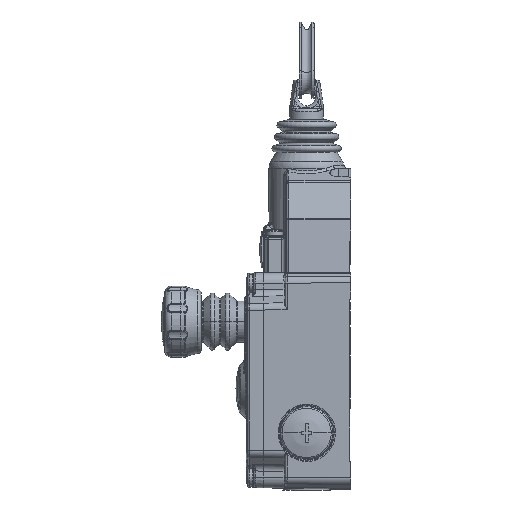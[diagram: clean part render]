
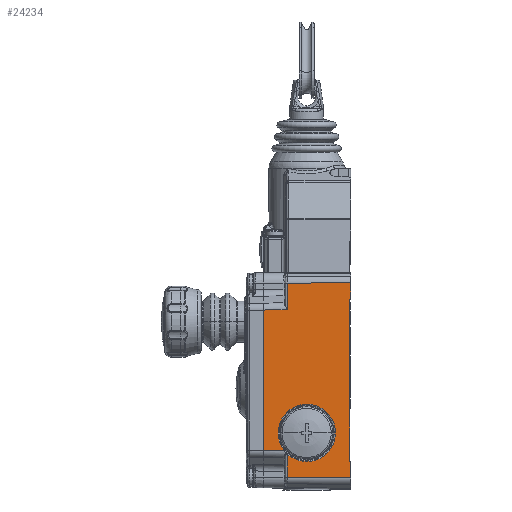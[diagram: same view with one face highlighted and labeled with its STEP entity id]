
A CAD part, left-side view. The second image highlights one B-rep face of the part: STEP entity #24234.
In plain terms, the highlighted planar face has unit normal (-1, 0.018, 0).
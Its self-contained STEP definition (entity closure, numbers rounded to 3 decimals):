
#358=DIRECTION('',(0.,0.,-1.));
#359=VECTOR('',#358,75.2);
#360=CARTESIAN_POINT('',(-41.698,-20.,-12.4));
#361=LINE('',#360,#359);
#5337=CARTESIAN_POINT('',(-41.707,-20.5,-95.388));
#5348=DIRECTION('',(0.,0.,-1.));
#5349=VECTOR('',#5348,7.775);
#5350=CARTESIAN_POINT('',(-41.707,-20.5,-87.613));
#5351=LINE('',#5350,#5349);
#5455=CARTESIAN_POINT('',(-41.707,-20.5,-4.612));
#5506=DIRECTION('',(0.,0.,-1.));
#5507=VECTOR('',#5506,7.775);
#5508=CARTESIAN_POINT('',(-41.707,-20.5,-4.612));
#5509=LINE('',#5508,#5507);
#11797=DIRECTION('',(0.,0.,1.));
#11798=VECTOR('',#11797,12.221);
#11799=CARTESIAN_POINT('',(-41.192,9.017,
-17.131));
#11800=LINE('',#11799,#11798);
#11804=DIRECTION('',(0.017,1.,-0.01));
#11805=VECTOR('',#11804,29.523);
#11806=CARTESIAN_POINT('',(-41.707,-20.5,-4.612));
#11807=LINE('',#11806,#11805);
#11811=DIRECTION('',(0.017,1.,-0.026));
#11812=VECTOR('',#11811,0.5);
#11813=CARTESIAN_POINT('',(-41.707,-20.5,-12.387));
#11814=LINE('',#11813,#11812);
#11818=DIRECTION('',(-0.017,-1.,-0.026));
#11819=VECTOR('',#11818,0.5);
#11820=CARTESIAN_POINT('',(-41.698,-20.,-87.6));
#11821=LINE('',#11820,#11819);
#11825=DIRECTION('',(0.017,1.,0.01));
#11826=VECTOR('',#11825,29.523);
#11827=CARTESIAN_POINT('',(-41.707,-20.5,-95.388));
#11828=LINE('',#11827,#11826);
#11832=DIRECTION('',(0.,0.,1.));
#11833=VECTOR('',#11832,10.986);
#11834=CARTESIAN_POINT('',(-41.192,9.017,
-95.09));
#11835=LINE('',#11834,#11833);
#11839=CARTESIAN_POINT('',(-41.584,-13.448,
-74.449));
#11840=CARTESIAN_POINT('',(-41.584,-13.449,
-75.203));
#11841=CARTESIAN_POINT('',(-41.582,-13.322,
-76.684));
#11842=CARTESIAN_POINT('',(-41.572,-12.766,
-78.853));
#11843=CARTESIAN_POINT('',(-41.556,-11.86,
-80.889));
#11844=CARTESIAN_POINT('',(-41.535,-10.633,
-82.743));
#11845=CARTESIAN_POINT('',(-41.508,-9.116,
-84.368));
#11846=CARTESIAN_POINT('',(-41.477,-7.351,
-85.719));
#11847=CARTESIAN_POINT('',(-41.443,-5.387,
-86.76));
#11848=CARTESIAN_POINT('',(-41.406,-3.277,
-87.46));
#11849=CARTESIAN_POINT('',(-41.368,-1.082,
-87.801));
#11850=CARTESIAN_POINT('',(-41.329,1.139,
-87.772));
#11851=CARTESIAN_POINT('',(-41.291,3.322,
-87.376));
#11852=CARTESIAN_POINT('',(-41.255,5.406,
-86.626));
#11853=CARTESIAN_POINT('',(-41.221,7.342,
-85.535));
#11854=CARTESIAN_POINT('',(-41.201,8.482,
-84.616));
#11855=CARTESIAN_POINT('',(-41.192,9.017,
-84.104));
#11860=CARTESIAN_POINT('',(-41.12,13.134,
-74.449));
#11861=CARTESIAN_POINT('',(-41.12,13.135,
-73.71));
#11862=CARTESIAN_POINT('',(-41.122,13.019,
-72.212));
#11863=CARTESIAN_POINT('',(-41.133,12.381,
-69.78));
#11864=CARTESIAN_POINT('',(-41.152,11.31,
-67.55));
#11865=CARTESIAN_POINT('',(-41.177,9.861,
-65.563));
#11866=CARTESIAN_POINT('',(-41.208,8.06,
-63.867));
#11867=CARTESIAN_POINT('',(-41.245,5.971,
-62.531));
#11868=CARTESIAN_POINT('',(-41.285,3.676,
-61.607));
#11869=CARTESIAN_POINT('',(-41.327,1.245,
-61.122));
#11870=CARTESIAN_POINT('',(-41.371,-1.238,
-61.095));
#11871=CARTESIAN_POINT('',(-41.413,-3.683,
-61.528));
#11872=CARTESIAN_POINT('',(-41.454,-6.007,
-62.406));
#11873=CARTESIAN_POINT('',(-41.491,-8.128,
-63.699));
#11874=CARTESIAN_POINT('',(-41.523,-9.975,
-65.361));
#11875=CARTESIAN_POINT('',(-41.55,-11.482,
-67.335));
#11876=CARTESIAN_POINT('',(-41.569,-12.601,
-69.555));
#11877=CARTESIAN_POINT('',(-41.581,-13.292,
-71.959));
#11878=CARTESIAN_POINT('',(-41.584,-13.449,
-73.607));
#11879=CARTESIAN_POINT('',(-41.584,-13.448,
-74.449));
#11884=CARTESIAN_POINT('',(-41.171,10.176,
-82.845));
#11885=CARTESIAN_POINT('',(-41.163,10.679,
-82.222));
#11886=CARTESIAN_POINT('',(-41.147,11.555,
-80.912));
#11887=CARTESIAN_POINT('',(-41.131,12.515,
-78.713));
#11888=CARTESIAN_POINT('',(-41.121,13.044,
-76.45));
#11889=CARTESIAN_POINT('',(-41.12,13.135,
-75.101));
#11890=CARTESIAN_POINT('',(-41.12,13.134,
-74.449));
#11895=DIRECTION('',(-0.017,-1.,-0.021));
#11896=VECTOR('',#11895,9.827);
#11897=CARTESIAN_POINT('',(-41.,20.,-82.641));
#11898=LINE('',#11897,#11896);
#11902=DIRECTION('',(0.,0.,1.));
#11903=VECTOR('',#11902,65.282);
#11904=CARTESIAN_POINT('',(-41.,20.,-82.641));
#11905=LINE('',#11904,#11903);
#12474=CARTESIAN_POINT('',(-41.,20.,-82.641));
#12488=CARTESIAN_POINT('',(-41.192,9.017,
-17.131));
#12509=DIRECTION('',(0.017,1.,-0.021));
#12510=VECTOR('',#12509,10.987);
#12511=CARTESIAN_POINT('',(-41.192,9.017,
-17.131));
#12512=LINE('',#12511,#12510);
#12516=CARTESIAN_POINT('',(-41.,20.,-17.359));
#12570=CARTESIAN_POINT('',(-41.192,9.017,
-4.91));
#16450=CARTESIAN_POINT('',(-41.698,-20.,-12.4));
#16451=CARTESIAN_POINT('',(-41.698,-20.,-87.6));
#16452=VERTEX_POINT('',#16450);
#16453=VERTEX_POINT('',#16451);
#16458=CARTESIAN_POINT('',(-41.707,-20.5,-12.387));
#16459=VERTEX_POINT('',#16458);
#16462=CARTESIAN_POINT('',(-41.707,-20.5,-87.613));
#16463=VERTEX_POINT('',#16462);
#16492=VERTEX_POINT('',#5337);
#16495=VERTEX_POINT('',#5455);
#16500=VERTEX_POINT('',#12516);
#16503=VERTEX_POINT('',#12474);
#16504=CARTESIAN_POINT('',(-41.171,10.176,
-82.845));
#16505=VERTEX_POINT('',#16504);
#16520=VERTEX_POINT('',#12570);
#16546=CARTESIAN_POINT('',(-41.192,9.017,
-95.09));
#16547=CARTESIAN_POINT('',(-41.192,9.017,
-84.104));
#16548=VERTEX_POINT('',#16546);
#16549=VERTEX_POINT('',#16547);
#16574=VERTEX_POINT('',#12488);
#16709=VERTEX_POINT('',#11860);
#16710=VERTEX_POINT('',#11879);
#24200=CARTESIAN_POINT('',(-41.,20.,-98.631));
#24201=DIRECTION('',(-1.,0.017,0.));
#24202=DIRECTION('',(0.,0.,1.));
#24203=AXIS2_PLACEMENT_3D('',#24200,#24201,#24202);
#24204=PLANE('',#24203);
#24206=ORIENTED_EDGE('',*,*,#24205,.T.);
#24208=ORIENTED_EDGE('',*,*,#24207,.F.);
#24209=ORIENTED_EDGE('',*,*,#18769,.T.);
#24211=ORIENTED_EDGE('',*,*,#24210,.T.);
#24212=ORIENTED_EDGE('',*,*,#16881,.T.);
#24214=ORIENTED_EDGE('',*,*,#24213,.T.);
#24215=ORIENTED_EDGE('',*,*,#18683,.T.);
#24217=ORIENTED_EDGE('',*,*,#24216,.T.);
#24219=ORIENTED_EDGE('',*,*,#24218,.T.);
#24221=ORIENTED_EDGE('',*,*,#24220,.F.);
#24223=ORIENTED_EDGE('',*,*,#24222,.F.);
#24225=ORIENTED_EDGE('',*,*,#24224,.F.);
#24227=ORIENTED_EDGE('',*,*,#24226,.F.);
#24229=ORIENTED_EDGE('',*,*,#24228,.T.);
#24231=ORIENTED_EDGE('',*,*,#24230,.F.);
#24232=EDGE_LOOP('',(#24206,#24208,#24209,#24211,#24212,#24214,#24215,#24217,
#24219,#24221,#24223,#24225,#24227,#24229,#24231));
#24233=FACE_OUTER_BOUND('',#24232,.F.);
#24234=ADVANCED_FACE('',(#24233),#24204,.T.);
#11856=B_SPLINE_CURVE_WITH_KNOTS('',3,(#11839,#11840,#11841,#11842,#11843,
#11844,#11845,#11846,#11847,#11848,#11849,#11850,#11851,#11852,#11853,#11854,
#11855),.UNSPECIFIED.,.F.,.F.,(4,1,1,1,1,1,1,1,1,1,1,1,1,1,4),(0.,
0.071,0.143,0.214,0.286,
0.357,0.429,0.5,0.571,0.643,
0.714,0.786,0.857,0.929,1.),
.UNSPECIFIED.);
#11880=B_SPLINE_CURVE_WITH_KNOTS('',3,(#11860,#11861,#11862,#11863,#11864,
#11865,#11866,#11867,#11868,#11869,#11870,#11871,#11872,#11873,#11874,#11875,
#11876,#11877,#11878,#11879),.UNSPECIFIED.,.F.,.F.,(4,1,1,1,1,1,1,1,1,1,1,1,1,1,
1,1,1,4),(0.,0.059,0.118,0.176,
0.235,0.294,0.353,0.412,
0.471,0.529,0.588,0.647,
0.706,0.765,0.824,0.882,
0.941,1.),.UNSPECIFIED.);
#11891=B_SPLINE_CURVE_WITH_KNOTS('',3,(#11884,#11885,#11886,#11887,#11888,
#11889,#11890),.UNSPECIFIED.,.F.,.F.,(4,1,1,1,4),(0.,0.25,0.5,0.75,
1.),.UNSPECIFIED.);
#16881=EDGE_CURVE('',#16452,#16453,#361,.T.);
#18683=EDGE_CURVE('',#16463,#16492,#5351,.T.);
#18769=EDGE_CURVE('',#16495,#16459,#5509,.T.);
#24205=EDGE_CURVE('',#16574,#16520,#11800,.T.);
#24207=EDGE_CURVE('',#16495,#16520,#11807,.T.);
#24210=EDGE_CURVE('',#16459,#16452,#11814,.T.);
#24213=EDGE_CURVE('',#16453,#16463,#11821,.T.);
#24216=EDGE_CURVE('',#16492,#16548,#11828,.T.);
#24218=EDGE_CURVE('',#16548,#16549,#11835,.T.);
#24220=EDGE_CURVE('',#16710,#16549,#11856,.T.);
#24222=EDGE_CURVE('',#16709,#16710,#11880,.T.);
#24224=EDGE_CURVE('',#16505,#16709,#11891,.T.);
#24226=EDGE_CURVE('',#16503,#16505,#11898,.T.);
#24228=EDGE_CURVE('',#16503,#16500,#11905,.T.);
#24230=EDGE_CURVE('',#16574,#16500,#12512,.T.);
